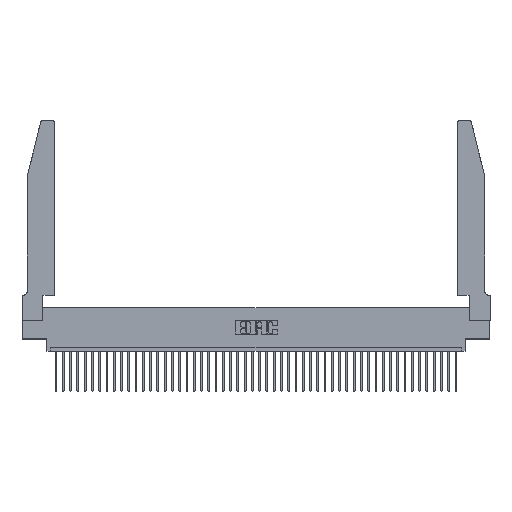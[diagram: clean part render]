
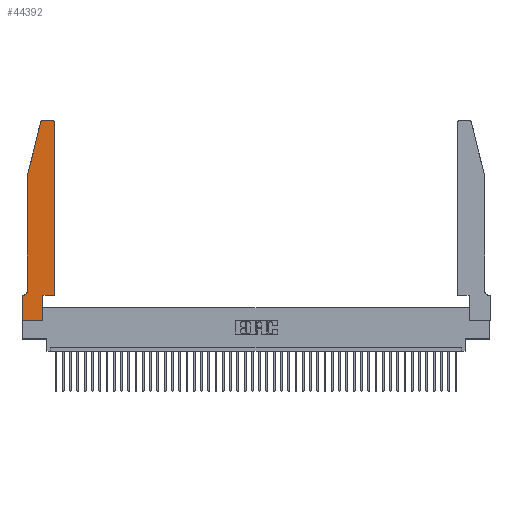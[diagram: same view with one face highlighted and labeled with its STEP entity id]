
A CAD part, top view. The second image highlights one B-rep face of the part: STEP entity #44392.
In plain terms, the highlighted planar face has unit normal (0, 0, 1).
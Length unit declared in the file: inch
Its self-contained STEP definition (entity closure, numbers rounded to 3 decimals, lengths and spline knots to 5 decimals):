
#474 = CARTESIAN_POINT ( 'NONE',  ( 0.0755, 2., 0.37 ) ) ;
#954 = EDGE_CURVE ( 'NONE', #2580, #3066, #20157, .T. ) ;
#1377 = PLANE ( 'NONE',  #21162 ) ;
#1453 = VECTOR ( 'NONE', #27319, 39.37008 ) ;
#2002 = EDGE_CURVE ( 'NONE', #17819, #22802, #9196, .T. ) ;
#2494 = CARTESIAN_POINT ( 'NONE',  ( 0.4505, 0.35, 0.37 ) ) ;
#2580 = VERTEX_POINT ( 'NONE', #35769 ) ;
#3028 = CARTESIAN_POINT ( 'NONE',  ( 0.284, 2.72, 0.37 ) ) ;
#3066 = VERTEX_POINT ( 'NONE', #20982 ) ;
#3831 = DIRECTION ( 'NONE',  ( -0.239, -0.971, 0. ) ) ;
#4727 = LINE ( 'NONE', #2494, #42369 ) ;
#5959 = ORIENTED_EDGE ( 'NONE', *, *, #7932, .T. ) ;
#6170 = VERTEX_POINT ( 'NONE', #33829 ) ;
#6709 = EDGE_CURVE ( 'NONE', #14416, #9061, #28968, .T. ) ;
#6886 = CARTESIAN_POINT ( 'NONE',  ( 0.0755, 2., 0.37 ) ) ;
#7091 = CARTESIAN_POINT ( 'NONE',  ( 0., 0., 0.37 ) ) ;
#7211 = CARTESIAN_POINT ( 'NONE',  ( 0., 0., 0.37 ) ) ;
#7932 = EDGE_CURVE ( 'NONE', #3066, #14416, #4727, .T. ) ;
#7995 = CARTESIAN_POINT ( 'NONE',  ( 0., 0.35, 0.37 ) ) ;
#8260 = VECTOR ( 'NONE', #35388, 39.37008 ) ;
#8860 = EDGE_CURVE ( 'NONE', #19371, #12357, #16658, .T. ) ;
#9061 = VERTEX_POINT ( 'NONE', #26854 ) ;
#9196 = CIRCLE ( 'NONE', #10235, 0.07 ) ;
#9928 = LINE ( 'NONE', #474, #8260 ) ;
#9979 = ORIENTED_EDGE ( 'NONE', *, *, #954, .T. ) ;
#10235 = AXIS2_PLACEMENT_3D ( 'NONE', #29343, #36193, #15345 ) ;
#11122 = AXIS2_PLACEMENT_3D ( 'NONE', #3028, #27445, #13441 ) ;
#12357 = VERTEX_POINT ( 'NONE', #7091 ) ;
#13441 = DIRECTION ( 'NONE',  ( 1., 0., 0. ) ) ;
#14416 = VERTEX_POINT ( 'NONE', #20145 ) ;
#15019 = DIRECTION ( 'NONE',  ( 1., 0., 0. ) ) ;
#15302 = CARTESIAN_POINT ( 'NONE',  ( 0., 0., 0.37 ) ) ;
#15345 = DIRECTION ( 'NONE',  ( -1., 0., 0. ) ) ;
#15860 = VERTEX_POINT ( 'NONE', #32698 ) ;
#16313 = VERTEX_POINT ( 'NONE', #44316 ) ;
#16367 = CARTESIAN_POINT ( 'NONE',  ( 0.0755, 0.35, 0.37 ) ) ;
#16400 = VECTOR ( 'NONE', #19456, 39.37008 ) ;
#16658 = LINE ( 'NONE', #15302, #23216 ) ;
#16851 = VECTOR ( 'NONE', #3831, 39.37008 ) ;
#16968 = CARTESIAN_POINT ( 'NONE',  ( 0.0055, 0.35, 0.37 ) ) ;
#17637 = EDGE_CURVE ( 'NONE', #12357, #2580, #39301, .T. ) ;
#17819 = VERTEX_POINT ( 'NONE', #18480 ) ;
#18153 = EDGE_CURVE ( 'NONE', #15860, #16313, #43609, .T. ) ;
#18424 = LINE ( 'NONE', #40795, #38047 ) ;
#18480 = CARTESIAN_POINT ( 'NONE',  ( 0.0755, 0.42, 0.37 ) ) ;
#18604 = VECTOR ( 'NONE', #39258, 39.37008 ) ;
#18644 = CARTESIAN_POINT ( 'NONE',  ( 0.4205, 2.72, 0.37 ) ) ;
#19275 = CARTESIAN_POINT ( 'NONE',  ( 0.4205, 2.75, 0.37 ) ) ;
#19330 = EDGE_CURVE ( 'NONE', #9061, #39492, #33698, .T. ) ;
#19371 = VERTEX_POINT ( 'NONE', #7995 ) ;
#19456 = DIRECTION ( 'NONE',  ( 0., 1., 0. ) ) ;
#19473 = EDGE_CURVE ( 'NONE', #22802, #19371, #40168, .T. ) ;
#20145 = CARTESIAN_POINT ( 'NONE',  ( 0.4505, 0.35, 0.37 ) ) ;
#20157 = LINE ( 'NONE', #40320, #16400 ) ;
#20330 = ORIENTED_EDGE ( 'NONE', *, *, #18153, .T. ) ;
#20699 = ORIENTED_EDGE ( 'NONE', *, *, #8860, .T. ) ;
#20982 = CARTESIAN_POINT ( 'NONE',  ( 0.2865, 0.35, 0.37 ) ) ;
#21162 = AXIS2_PLACEMENT_3D ( 'NONE', #29144, #28705, #15019 ) ;
#21999 = DIRECTION ( 'NONE',  ( 1., 0., 0. ) ) ;
#22802 = VERTEX_POINT ( 'NONE', #16968 ) ;
#23212 = EDGE_LOOP ( 'NONE', ( #26267, #20330, #37075, #36038, #37772, #44638, #20699, #38269, #9979, #5959, #41675, #26972 ) ) ;
#23216 = VECTOR ( 'NONE', #43582, 39.37008 ) ;
#24071 = DIRECTION ( 'NONE',  ( -1., 0., 0. ) ) ;
#25660 = DIRECTION ( 'NONE',  ( 0., 0., 1. ) ) ;
#26267 = ORIENTED_EDGE ( 'NONE', *, *, #31117, .T. ) ;
#26635 = LINE ( 'NONE', #6886, #16851 ) ;
#26854 = CARTESIAN_POINT ( 'NONE',  ( 0.4505, 2.72, 0.37 ) ) ;
#26972 = ORIENTED_EDGE ( 'NONE', *, *, #19330, .T. ) ;
#27319 = DIRECTION ( 'NONE',  ( -1., 0., 0. ) ) ;
#27445 = DIRECTION ( 'NONE',  ( 0., 0., 1. ) ) ;
#27856 = VECTOR ( 'NONE', #34646, 39.37008 ) ;
#28606 = CARTESIAN_POINT ( 'NONE',  ( 0.4505, 0.35, 0.37 ) ) ;
#28705 = DIRECTION ( 'NONE',  ( 0., 0., 1. ) ) ;
#28958 = EDGE_CURVE ( 'NONE', #6170, #17819, #9928, .T. ) ;
#28968 = LINE ( 'NONE', #28606, #18604 ) ;
#29144 = CARTESIAN_POINT ( 'NONE',  ( 0., 0.35, 0.37 ) ) ;
#29343 = CARTESIAN_POINT ( 'NONE',  ( 0.0055, 0.42, 0.37 ) ) ;
#31117 = EDGE_CURVE ( 'NONE', #39492, #15860, #18424, .T. ) ;
#32698 = CARTESIAN_POINT ( 'NONE',  ( 0.284, 2.75, 0.37 ) ) ;
#33698 = CIRCLE ( 'NONE', #41169, 0.03 ) ;
#33829 = CARTESIAN_POINT ( 'NONE',  ( 0.0755, 2., 0.37 ) ) ;
#34491 = EDGE_CURVE ( 'NONE', #16313, #6170, #26635, .T. ) ;
#34646 = DIRECTION ( 'NONE',  ( 1., 0., 0. ) ) ;
#35388 = DIRECTION ( 'NONE',  ( 0., -1., 0. ) ) ;
#35769 = CARTESIAN_POINT ( 'NONE',  ( 0.2865, 0., 0.37 ) ) ;
#36038 = ORIENTED_EDGE ( 'NONE', *, *, #28958, .T. ) ;
#36193 = DIRECTION ( 'NONE',  ( 0., 0., -1. ) ) ;
#37075 = ORIENTED_EDGE ( 'NONE', *, *, #34491, .T. ) ;
#37577 = DIRECTION ( 'NONE',  ( 1., 0., 0. ) ) ;
#37772 = ORIENTED_EDGE ( 'NONE', *, *, #2002, .T. ) ;
#38047 = VECTOR ( 'NONE', #24071, 39.37008 ) ;
#38269 = ORIENTED_EDGE ( 'NONE', *, *, #17637, .T. ) ;
#39258 = DIRECTION ( 'NONE',  ( 0., 1., 0. ) ) ;
#39301 = LINE ( 'NONE', #7211, #27856 ) ;
#39492 = VERTEX_POINT ( 'NONE', #19275 ) ;
#40168 = LINE ( 'NONE', #16367, #1453 ) ;
#40320 = CARTESIAN_POINT ( 'NONE',  ( 0.2865, 0.35, 0.37 ) ) ;
#40795 = CARTESIAN_POINT ( 'NONE',  ( 0.2605, 2.75, 0.37 ) ) ;
#41169 = AXIS2_PLACEMENT_3D ( 'NONE', #18644, #25660, #21999 ) ;
#41675 = ORIENTED_EDGE ( 'NONE', *, *, #6709, .T. ) ;
#42369 = VECTOR ( 'NONE', #37577, 39.37008 ) ;
#43082 = FACE_OUTER_BOUND ( 'NONE', #23212, .T. ) ;
#43582 = DIRECTION ( 'NONE',  ( 0., -1., 0. ) ) ;
#43609 = CIRCLE ( 'NONE', #11122, 0.03 ) ;
#44316 = CARTESIAN_POINT ( 'NONE',  ( 0.25487, 2.72718, 0.37 ) ) ;
#44392 = ADVANCED_FACE ( 'NONE', ( #43082 ), #1377, .T. ) ;
#44638 = ORIENTED_EDGE ( 'NONE', *, *, #19473, .T. ) ;
